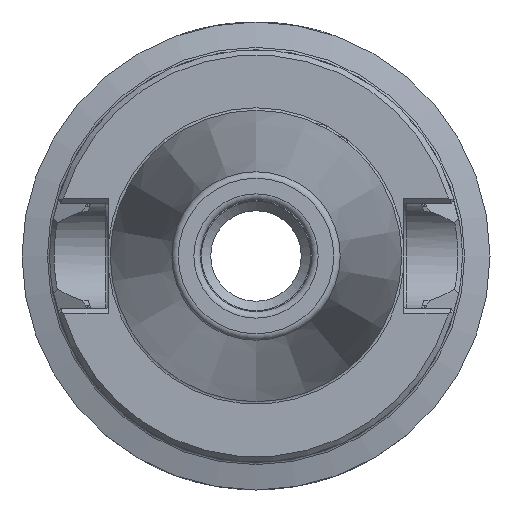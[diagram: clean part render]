
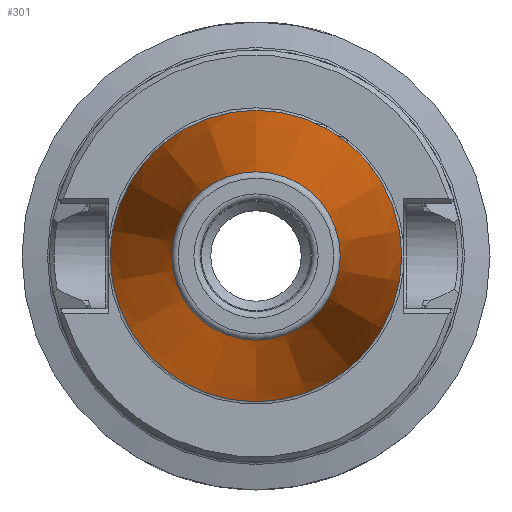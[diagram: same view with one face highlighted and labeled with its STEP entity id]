
A CAD part, left-side view. The second image highlights one B-rep face of the part: STEP entity #301.
In plain terms, the highlighted conical face has half-angle 8.297 degrees and reference radius 12.871 mm.
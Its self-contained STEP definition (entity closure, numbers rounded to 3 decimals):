
#301 = ADVANCED_FACE( '', ( #662, #663 ), #664, .T. );
#662 = FACE_OUTER_BOUND( '', #1111, .T. );
#663 = FACE_BOUND( '', #1112, .T. );
#664 = CONICAL_SURFACE( '', #1113, 12.871, 0.145 );
#1111 = EDGE_LOOP( '', ( #1888 ) );
#1112 = EDGE_LOOP( '', ( #1889 ) );
#1113 = AXIS2_PLACEMENT_3D( '', #1890, #1891, #1892 );
#1888 = ORIENTED_EDGE( '', *, *, #2477, .T. );
#1889 = ORIENTED_EDGE( '', *, *, #2523, .F. );
#1890 = CARTESIAN_POINT( '', ( -64.544, 0., 0. ) );
#1891 = DIRECTION( '', ( 1., 0., 0. ) );
#1892 = DIRECTION( '', ( 0., 0., -1. ) );
#2477 = EDGE_CURVE( '', #2982, #2982, #2983, .T. );
#2523 = EDGE_CURVE( '', #3050, #3050, #3051, .T. );
#2982 = VERTEX_POINT( '', #3840 );
#2983 = CIRCLE( '', #3841, 22.268 );
#3050 = VERTEX_POINT( '', #4012 );
#3051 = CIRCLE( '', #4013, 12.871 );
#3840 = CARTESIAN_POINT( '', ( -0.106, 0., 22.268 ) );
#3841 = AXIS2_PLACEMENT_3D( '', #4843, #4844, #4845 );
#4012 = CARTESIAN_POINT( '', ( -64.544, 0., 12.871 ) );
#4013 = AXIS2_PLACEMENT_3D( '', #4886, #4887, #4888 );
#4843 = CARTESIAN_POINT( '', ( -0.106, 0., 0. ) );
#4844 = DIRECTION( '', ( -1., 0., 0. ) );
#4845 = DIRECTION( '', ( 0., 0., 1. ) );
#4886 = CARTESIAN_POINT( '', ( -64.544, 0., 0. ) );
#4887 = DIRECTION( '', ( -1., 0., 0. ) );
#4888 = DIRECTION( '', ( 0., 0., 1. ) );
